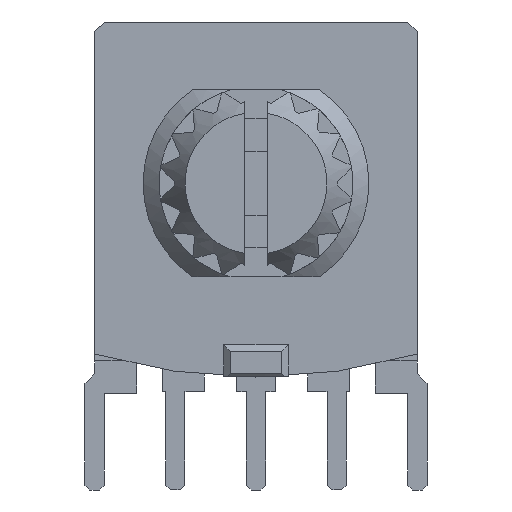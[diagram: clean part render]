
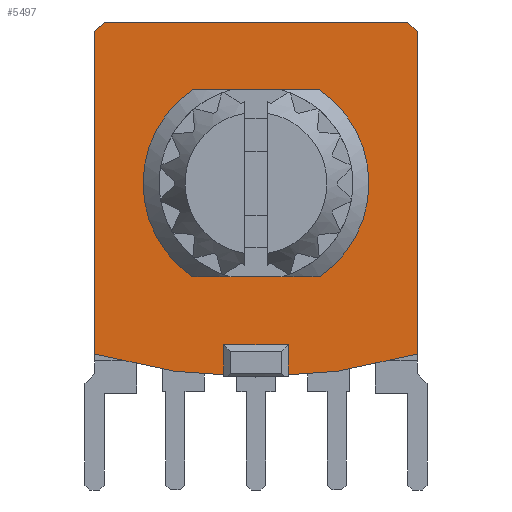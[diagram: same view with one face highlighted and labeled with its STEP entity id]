
A CAD part, left-side view. The second image highlights one B-rep face of the part: STEP entity #5497.
In plain terms, the highlighted planar face has unit normal (-1, 0, 0).
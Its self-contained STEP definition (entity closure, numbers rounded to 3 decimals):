
#428=FACE_OUTER_BOUND('',#737,.T.);
#737=EDGE_LOOP('',(#4616,#4617,#4618,#4619,#4620,#4621));
#1316=LINE('',#8716,#1909);
#1319=LINE('',#8722,#1912);
#1322=LINE('',#8728,#1915);
#1325=LINE('',#8734,#1918);
#1328=LINE('',#8739,#1921);
#1909=VECTOR('',#7027,9.987);
#1912=VECTOR('',#7032,0.424);
#1915=VECTOR('',#7037,9.4);
#1918=VECTOR('',#7042,0.424);
#1921=VECTOR('',#7047,9.987);
#2058=CIRCLE('',#5867,17.9);
#2494=VERTEX_POINT('',#8706);
#2495=VERTEX_POINT('',#8707);
#2498=VERTEX_POINT('',#8715);
#2500=VERTEX_POINT('',#8721);
#2502=VERTEX_POINT('',#8727);
#2504=VERTEX_POINT('',#8733);
#3215=EDGE_CURVE('',#2494,#2495,#2058,.T.);
#3219=EDGE_CURVE('',#2498,#2494,#1316,.T.);
#3222=EDGE_CURVE('',#2500,#2498,#1319,.T.);
#3225=EDGE_CURVE('',#2502,#2500,#1322,.T.);
#3228=EDGE_CURVE('',#2504,#2502,#1325,.T.);
#3231=EDGE_CURVE('',#2495,#2504,#1328,.T.);
#4616=ORIENTED_EDGE('',*,*,#3231,.F.);
#4617=ORIENTED_EDGE('',*,*,#3215,.F.);
#4618=ORIENTED_EDGE('',*,*,#3219,.F.);
#4619=ORIENTED_EDGE('',*,*,#3222,.F.);
#4620=ORIENTED_EDGE('',*,*,#3225,.F.);
#4621=ORIENTED_EDGE('',*,*,#3228,.F.);
#5218=PLANE('',#5875);
#5497=ADVANCED_FACE('',(#428),#5218,.F.);
#5867=AXIS2_PLACEMENT_3D('',#8708,#7019,#7020);
#5875=AXIS2_PLACEMENT_3D('',#8742,#7051,#7052);
#7019=DIRECTION('center_axis',(1.,0.,0.));
#7020=DIRECTION('ref_axis',(0.,-0.279,-0.96));
#7027=DIRECTION('',(0.,0.,-1.));
#7032=DIRECTION('',(0.,-0.707,-0.707));
#7037=DIRECTION('',(0.,-1.,0.));
#7042=DIRECTION('',(0.,-0.707,0.707));
#7047=DIRECTION('',(0.,0.,1.));
#7051=DIRECTION('center_axis',(1.,0.,0.));
#7052=DIRECTION('ref_axis',(0.,0.,-1.));
#8706=CARTESIAN_POINT('',(-5.,-5.,1.213));
#8707=CARTESIAN_POINT('',(-5.,5.,1.213));
#8708=CARTESIAN_POINT('Origin',(-5.,0.,18.4));
#8715=CARTESIAN_POINT('',(-5.,-5.,11.2));
#8716=CARTESIAN_POINT('',(-5.,-5.,11.2));
#8721=CARTESIAN_POINT('',(-5.,-4.7,11.5));
#8722=CARTESIAN_POINT('',(-5.,-4.7,11.5));
#8727=CARTESIAN_POINT('',(-5.,4.7,11.5));
#8728=CARTESIAN_POINT('',(-5.,4.7,11.5));
#8733=CARTESIAN_POINT('',(-5.,5.,11.2));
#8734=CARTESIAN_POINT('',(-5.,5.,11.2));
#8739=CARTESIAN_POINT('',(-5.,5.,1.213));
#8742=CARTESIAN_POINT('Origin',(-5.,0.,6.538));
